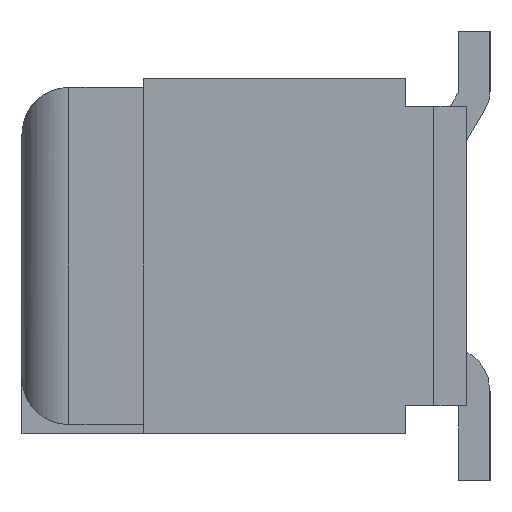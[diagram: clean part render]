
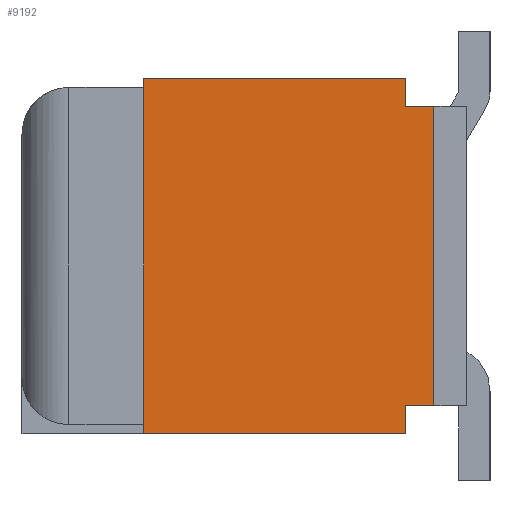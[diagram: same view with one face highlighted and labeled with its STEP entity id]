
A CAD part, left-side view. The second image highlights one B-rep face of the part: STEP entity #9192.
In plain terms, the highlighted planar face has unit normal (-1, 0, 0).
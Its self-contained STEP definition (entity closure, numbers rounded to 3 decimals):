
#6344=VERTEX_POINT('',#17783);
#7234=EDGE_CURVE('',#10948,#6344,#18746,.T.);
#7982=VERTEX_POINT('',#19560);
#8638=EDGE_CURVE('',#12392,#13416,#20273,.T.);
#8708=VERTEX_POINT('',#20349);
#8830=EDGE_CURVE('',#11258,#7982,#20478,.T.);
#9192=ADVANCED_FACE('',(#20873),#20874,.F.);
#9214=EDGE_CURVE('',#10338,#10948,#20897,.T.);
#9718=EDGE_CURVE('',#15944,#8708,#21442,.T.);
#9890=EDGE_CURVE('',#15944,#7982,#21628,.T.);
#10338=VERTEX_POINT('',#22116);
#10898=EDGE_CURVE('',#12392,#12830,#22731,.T.);
#10948=VERTEX_POINT('',#22786);
#11258=VERTEX_POINT('',#23149);
#12392=VERTEX_POINT('',#24374);
#12830=VERTEX_POINT('',#24845);
#13416=VERTEX_POINT('',#25480);
#15026=EDGE_CURVE('',#8708,#10338,#27239,.T.);
#15940=EDGE_CURVE('',#6344,#12830,#28220,.T.);
#15944=VERTEX_POINT('',#28224);
#16378=EDGE_CURVE('',#13416,#11258,#28690,.T.);
#17783=CARTESIAN_POINT('',(-14.0,0.9,1.6));
#18746=LINE('',#31872,#31873);
#19560=CARTESIAN_POINT('',(-14.0,3.7,-1.9));
#20273=LINE('',#34065,#34066);
#20349=CARTESIAN_POINT('',(-14.0,0.9,-1.6));
#20478=LINE('',#34358,#34359);
#20873=FACE_OUTER_BOUND('',#34939,.T.);
#20874=PLANE('',#34940);
#20897=LINE('',#34974,#34975);
#21442=LINE('',#35771,#35772);
#21628=LINE('',#36045,#36046);
#22116=CARTESIAN_POINT('',(-14.0,0.6,-1.6));
#22731=LINE('',#37650,#37651);
#22786=CARTESIAN_POINT('',(-14.0,0.6,1.6));
#23149=CARTESIAN_POINT('',(-14.0,3.7,-1.8));
#24374=CARTESIAN_POINT('',(-14.0,3.7,1.9));
#24845=CARTESIAN_POINT('',(-14.0,0.9,1.9));
#25480=CARTESIAN_POINT('',(-14.0,3.7,1.8));
#27239=LINE('',#44265,#44266);
#28220=LINE('',#45701,#45702);
#28224=CARTESIAN_POINT('',(-14.0,0.9,-1.9));
#28690=LINE('',#46407,#46408);
#31872=CARTESIAN_POINT('',(-14.0,1.213,1.6));
#31873=VECTOR('',#49178,1.0);
#34065=CARTESIAN_POINT('',(-14.0,3.7,0.0));
#34066=VECTOR('',#50612,1.0);
#34358=CARTESIAN_POINT('',(-14.0,3.7,0.0));
#34359=VECTOR('',#50774,1.0);
#34939=EDGE_LOOP('',(#51177,#51178,#51179,#51180,#51181,#51182,#51183,#51184,#51185,#51186));
#34940=AXIS2_PLACEMENT_3D('',#51187,#51188,#51189);
#34974=CARTESIAN_POINT('',(-14.0,0.6,0.0));
#34975=VECTOR('',#51203,1.0);
#35771=CARTESIAN_POINT('',(-14.0,0.9,-0.875));
#35772=VECTOR('',#51689,1.0);
#36045=CARTESIAN_POINT('',(-14.0,1.975,-1.9));
#36046=VECTOR('',#51881,1.0);
#37650=CARTESIAN_POINT('',(-14.0,1.975,1.9));
#37651=VECTOR('',#53041,1.0);
#44265=CARTESIAN_POINT('',(-14.0,1.213,-1.6));
#44266=VECTOR('',#57601,1.0);
#45701=CARTESIAN_POINT('',(-14.0,0.9,0.875));
#45702=VECTOR('',#58517,1.0);
#46407=CARTESIAN_POINT('',(-14.0,3.7,0.0));
#46408=VECTOR('',#59027,1.0);
#49178=DIRECTION('',(0.0,1.0,0.0));
#50612=DIRECTION('',(0.0,0.0,-1.0));
#50774=DIRECTION('',(0.0,0.0,-1.0));
#51177=ORIENTED_EDGE('',*,*,#15026,.T.);
#51178=ORIENTED_EDGE('',*,*,#9214,.T.);
#51179=ORIENTED_EDGE('',*,*,#7234,.T.);
#51180=ORIENTED_EDGE('',*,*,#15940,.T.);
#51181=ORIENTED_EDGE('',*,*,#10898,.F.);
#51182=ORIENTED_EDGE('',*,*,#8638,.T.);
#51183=ORIENTED_EDGE('',*,*,#16378,.T.);
#51184=ORIENTED_EDGE('',*,*,#8830,.T.);
#51185=ORIENTED_EDGE('',*,*,#9890,.F.);
#51186=ORIENTED_EDGE('',*,*,#9718,.T.);
#51187=CARTESIAN_POINT('',(-14.0,1.975,0.0));
#51188=DIRECTION('',(1.0,0.0,0.0));
#51189=DIRECTION('',(0.0,0.0,-1.0));
#51203=DIRECTION('',(-0.0,0.0,1.0));
#51689=DIRECTION('',(-0.0,0.0,1.0));
#51881=DIRECTION('',(0.0,1.0,0.0));
#53041=DIRECTION('',(0.0,-1.0,0.0));
#57601=DIRECTION('',(0.0,-1.0,0.0));
#58517=DIRECTION('',(-0.0,0.0,1.0));
#59027=DIRECTION('',(0.0,0.0,-1.0));
